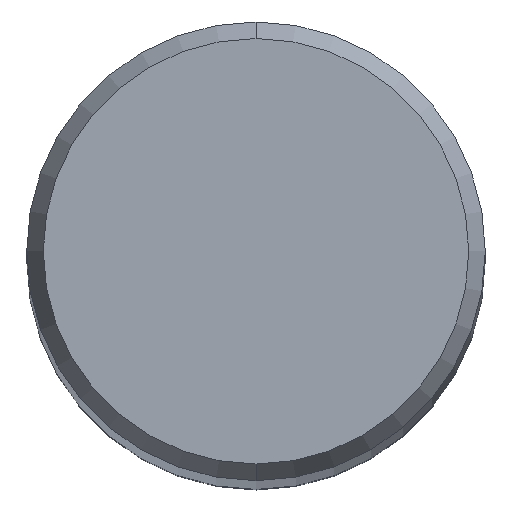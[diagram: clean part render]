
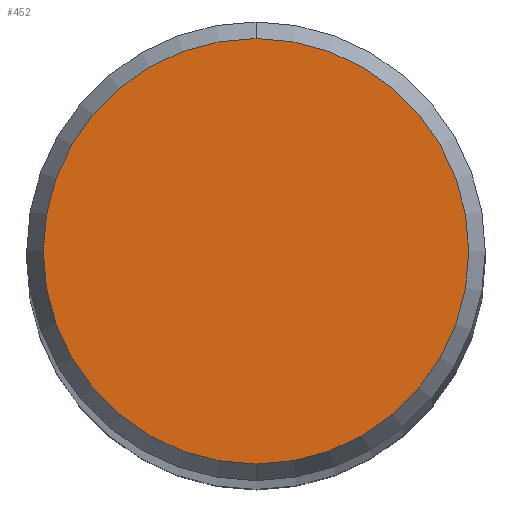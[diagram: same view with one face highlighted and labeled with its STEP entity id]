
A CAD part, top view. The second image highlights one B-rep face of the part: STEP entity #452.
In plain terms, the highlighted planar face has unit normal (0, 0, 1).
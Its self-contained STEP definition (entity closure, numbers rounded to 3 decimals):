
#256=EDGE_CURVE('',#280,#312,#598,.T.);
#272=EDGE_CURVE('',#312,#280,#616,.T.);
#280=VERTEX_POINT('',#627);
#312=VERTEX_POINT('',#660);
#452=ADVANCED_FACE('',(#813),#814,.T.);
#598=CIRCLE('',#1044,2.946);
#616=CIRCLE('',#1077,2.946);
#627=CARTESIAN_POINT('',(0.0,2.946,0.0));
#660=CARTESIAN_POINT('',(0.,-2.946,0.0));
#813=FACE_OUTER_BOUND('',#1476,.T.);
#814=PLANE('',#1477);
#1044=AXIS2_PLACEMENT_3D('',#1636,#1637,#1638);
#1077=AXIS2_PLACEMENT_3D('',#1657,#1658,#1659);
#1476=EDGE_LOOP('',(#1884,#1885));
#1477=AXIS2_PLACEMENT_3D('',#1886,#1887,#1888);
#1636=CARTESIAN_POINT('',(0.0,0.0,0.0));
#1637=DIRECTION('',(0.0,0.0,-1.0));
#1638=DIRECTION('',(0.0,1.0,0.0));
#1657=CARTESIAN_POINT('',(0.0,0.0,0.0));
#1658=DIRECTION('',(0.0,0.0,-1.0));
#1659=DIRECTION('',(0.0,1.0,0.0));
#1884=ORIENTED_EDGE('',*,*,#256,.F.);
#1885=ORIENTED_EDGE('',*,*,#272,.F.);
#1886=CARTESIAN_POINT('',(0.0,1.473,0.0));
#1887=DIRECTION('',(-0.0,0.0,1.0));
#1888=DIRECTION('',(0.0,-1.0,0.0));
